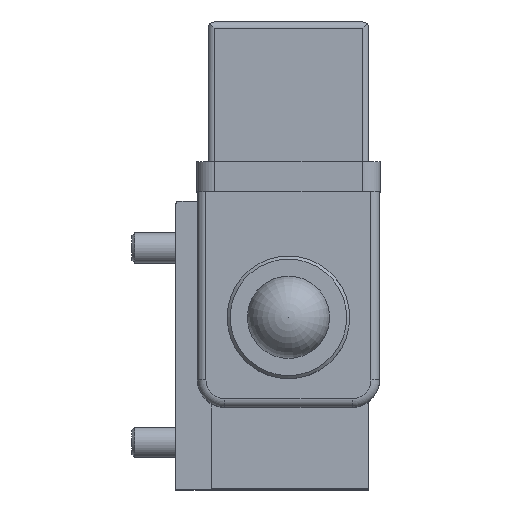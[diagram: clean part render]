
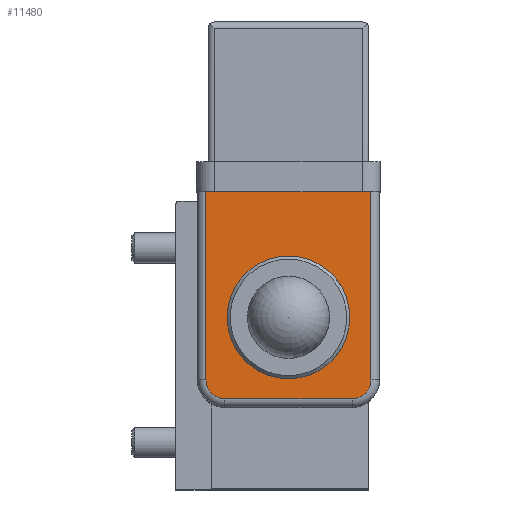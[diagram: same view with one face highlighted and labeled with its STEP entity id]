
A CAD part, top view. The second image highlights one B-rep face of the part: STEP entity #11480.
In plain terms, the highlighted face is planar.
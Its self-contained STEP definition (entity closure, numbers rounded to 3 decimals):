
#303=PLANE('',#12247);
#1005=LINE('',#16733,#1667);
#1009=LINE('',#16749,#1671);
#1010=LINE('',#16750,#1672);
#1011=LINE('',#16754,#1673);
#1667=VECTOR('',#14057,1000.);
#1671=VECTOR('',#14069,1000.);
#1672=VECTOR('',#14070,1000.);
#1673=VECTOR('',#14073,1000.);
#3066=ORIENTED_EDGE('',*,*,#4954,.T.);
#3067=ORIENTED_EDGE('',*,*,#4955,.T.);
#3068=ORIENTED_EDGE('',*,*,#4948,.F.);
#3069=ORIENTED_EDGE('',*,*,#4956,.F.);
#3070=ORIENTED_EDGE('',*,*,#4957,.F.);
#3071=ORIENTED_EDGE('',*,*,#4958,.T.);
#3072=ORIENTED_EDGE('',*,*,#4959,.F.);
#4948=EDGE_CURVE('',#5983,#5984,#1005,.T.);
#4954=EDGE_CURVE('',#5989,#5990,#6596,.T.);
#4955=EDGE_CURVE('',#5990,#5984,#1009,.T.);
#4956=EDGE_CURVE('',#5991,#5983,#1010,.T.);
#4957=EDGE_CURVE('',#5992,#5991,#6597,.T.);
#4958=EDGE_CURVE('',#5992,#5989,#1011,.T.);
#4959=EDGE_CURVE('',#5993,#5993,#6598,.T.);
#5983=VERTEX_POINT('',#16734);
#5984=VERTEX_POINT('',#16735);
#5989=VERTEX_POINT('',#16747);
#5990=VERTEX_POINT('',#16748);
#5991=VERTEX_POINT('',#16751);
#5992=VERTEX_POINT('',#16753);
#5993=VERTEX_POINT('',#16756);
#6596=CIRCLE('',#12248,3.1);
#6597=CIRCLE('',#12249,3.1);
#6598=CIRCLE('',#12250,8.);
#7152=EDGE_LOOP('',(#3066,#3067,#3068,#3069,#3070,#3071));
#7153=EDGE_LOOP('',(#3072));
#7913=FACE_BOUND('',#7152,.T.);
#7914=FACE_BOUND('',#7153,.T.);
#11480=ADVANCED_FACE('',(#7913,#7914),#303,.F.);
#12247=AXIS2_PLACEMENT_3D('',#16745,#14065,#14066);
#12248=AXIS2_PLACEMENT_3D('',#16746,#14067,#14068);
#12249=AXIS2_PLACEMENT_3D('',#16752,#14071,#14072);
#12250=AXIS2_PLACEMENT_3D('',#16755,#14074,#14075);
#14057=DIRECTION('',(-1.,0.,0.));
#14065=DIRECTION('',(0.,0.,1.));
#14066=DIRECTION('',(1.,0.,0.));
#14067=DIRECTION('',(0.,0.,-1.));
#14068=DIRECTION('',(-1.,0.,0.));
#14069=DIRECTION('',(0.,1.,0.));
#14070=DIRECTION('',(0.,1.,0.));
#14071=DIRECTION('',(0.,0.,1.));
#14072=DIRECTION('',(1.,0.,0.));
#14073=DIRECTION('',(-1.,0.,0.));
#14074=DIRECTION('',(0.,0.,-1.));
#14075=DIRECTION('',(-1.,0.,0.));
#16733=CARTESIAN_POINT('',(15.,35.5,-29.5));
#16734=CARTESIAN_POINT('',(13.6,35.5,-29.5));
#16735=CARTESIAN_POINT('',(-13.6,35.5,-29.5));
#16745=CARTESIAN_POINT('',(-10.5,4.5,-29.5));
#16746=CARTESIAN_POINT('',(-10.5,4.5,-29.5));
#16747=CARTESIAN_POINT('',(-10.5,1.4,-29.5));
#16748=CARTESIAN_POINT('',(-13.6,4.5,-29.5));
#16749=CARTESIAN_POINT('',(-13.6,4.5,-29.5));
#16750=CARTESIAN_POINT('',(13.6,4.5,-29.5));
#16751=CARTESIAN_POINT('',(13.6,4.5,-29.5));
#16752=CARTESIAN_POINT('',(10.5,4.5,-29.5));
#16753=CARTESIAN_POINT('',(10.5,1.4,-29.5));
#16754=CARTESIAN_POINT('',(10.5,1.4,-29.5));
#16755=CARTESIAN_POINT('',(0.,14.7,-29.5));
#16756=CARTESIAN_POINT('',(-8.,14.7,-29.5));
